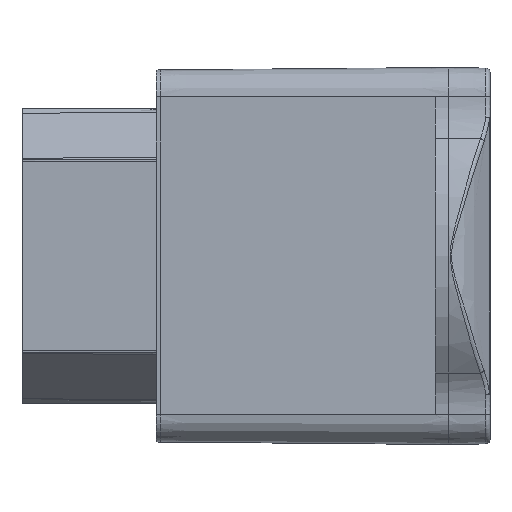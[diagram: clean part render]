
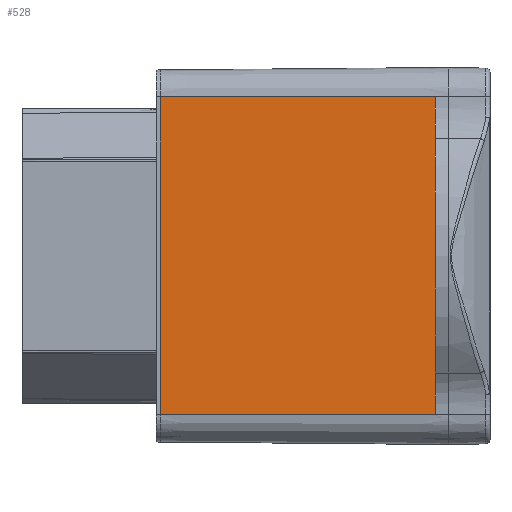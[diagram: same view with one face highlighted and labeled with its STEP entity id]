
A CAD part, top view. The second image highlights one B-rep face of the part: STEP entity #528.
In plain terms, the highlighted planar face has unit normal (-0.009, 0, 1).
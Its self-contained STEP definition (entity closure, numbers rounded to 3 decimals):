
#79=CARTESIAN_POINT('Vertex',(-34.334,-18.963,18.475)) ;
#267=CARTESIAN_POINT('Vertex',(-34.334,18.963,18.475)) ;
#292=CARTESIAN_POINT('Line Origine',(-34.334,0.,18.475)) ;
#335=CARTESIAN_POINT('Vertex',(-1.56,-18.963,18.761)) ;
#338=CARTESIAN_POINT('Line Origine',(-17.415,-18.963,18.623)) ;
#482=CARTESIAN_POINT('Line Origine',(-17.415,18.963,18.623)) ;
#486=CARTESIAN_POINT('Vertex',(-1.56,18.963,18.761)) ;
#512=CARTESIAN_POINT('Axis2P3D Location',(-34.83,0.,18.471)) ;
#517=CARTESIAN_POINT('Line Origine',(-1.56,0.,18.761)) ;
#293=DIRECTION('Vector Direction',(0.,1.,0.)) ;
#339=DIRECTION('Vector Direction',(1.,0.,0.009)) ;
#483=DIRECTION('Vector Direction',(1.,0.,0.009)) ;
#513=DIRECTION('Axis2P3D Direction',(0.009,0.,-1.)) ;
#514=DIRECTION('Axis2P3D XDirection',(0.,1.,0.)) ;
#518=DIRECTION('Vector Direction',(0.,1.,0.)) ;
#515=AXIS2_PLACEMENT_3D('Plane Axis2P3D',#512,#513,#514) ;
#523=ORIENTED_EDGE('',*,*,#521,.T.) ;
#524=ORIENTED_EDGE('',*,*,#488,.T.) ;
#525=ORIENTED_EDGE('',*,*,#296,.F.) ;
#526=ORIENTED_EDGE('',*,*,#342,.F.) ;
#294=VECTOR('Line Direction',#293,1.) ;
#340=VECTOR('Line Direction',#339,1.) ;
#484=VECTOR('Line Direction',#483,1.) ;
#519=VECTOR('Line Direction',#518,1.) ;
#528=ADVANCED_FACE('PartBody',(#527),#516,.F.) ;
#296=EDGE_CURVE('',#80,#268,#295,.T.) ;
#342=EDGE_CURVE('',#336,#80,#341,.F.) ;
#488=EDGE_CURVE('',#487,#268,#485,.F.) ;
#521=EDGE_CURVE('',#336,#487,#520,.T.) ;
#522=EDGE_LOOP('',(#523,#524,#525,#526)) ;
#527=FACE_OUTER_BOUND('',#522,.T.) ;
#295=LINE('Line',#292,#294) ;
#341=LINE('Line',#338,#340) ;
#485=LINE('Line',#482,#484) ;
#520=LINE('Line',#517,#519) ;
#516=PLANE('Plane',#515) ;
#80=VERTEX_POINT('',#79) ;
#268=VERTEX_POINT('',#267) ;
#336=VERTEX_POINT('',#335) ;
#487=VERTEX_POINT('',#486) ;
